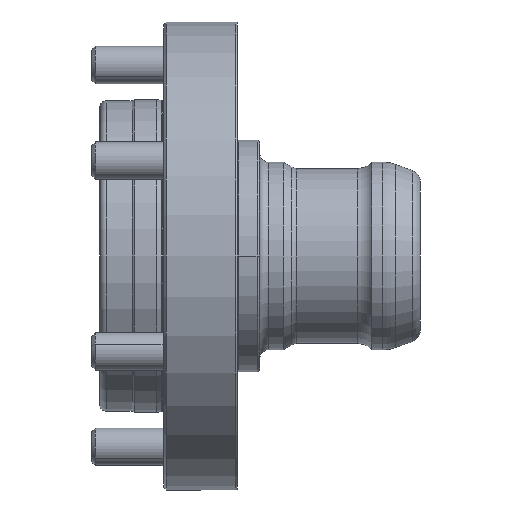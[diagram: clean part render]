
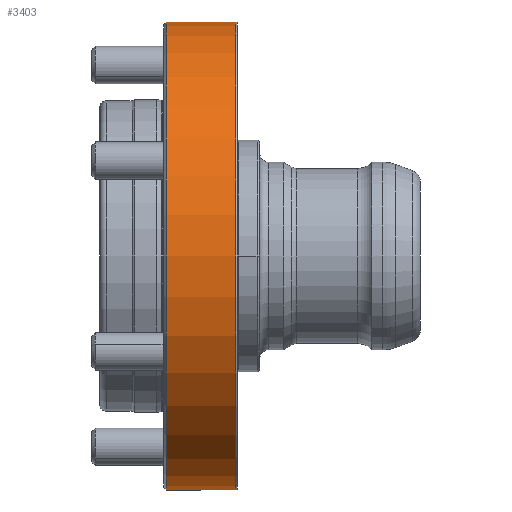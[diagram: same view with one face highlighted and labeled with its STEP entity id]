
A CAD part, left-side view. The second image highlights one B-rep face of the part: STEP entity #3403.
In plain terms, the highlighted cylindrical face has radius 37.4 mm (diameter 74.8 mm), a partial arc.
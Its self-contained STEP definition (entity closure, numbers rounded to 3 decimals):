
#485 = CARTESIAN_POINT ( 'NONE',  ( 0., 0.3, 0. ) ) ;
#964 = AXIS2_PLACEMENT_3D ( 'NONE', #485, #10028, #2438 ) ;
#2438 = DIRECTION ( 'NONE',  ( 0., 0., 1. ) ) ;
#2675 = DIRECTION ( 'NONE',  ( 0., 0., 1. ) ) ;
#2850 = ORIENTED_EDGE ( 'NONE', *, *, #13689, .T. ) ;
#2965 = CARTESIAN_POINT ( 'NONE',  ( 0., 32.038, -37.4 ) ) ;
#3403 = ADVANCED_FACE ( 'NONE', ( #10500 ), #5043, .T. ) ;
#3496 = CARTESIAN_POINT ( 'NONE',  ( 0., 0.3, 37.4 ) ) ;
#3943 = CARTESIAN_POINT ( 'NONE',  ( 0., 11.4, 0. ) ) ;
#4022 = CARTESIAN_POINT ( 'NONE',  ( 0., 32.038, 0. ) ) ;
#4084 = DIRECTION ( 'NONE',  ( 0., 1., 0. ) ) ;
#4708 = LINE ( 'NONE', #5423, #12865 ) ;
#4888 = DIRECTION ( 'NONE',  ( 0., 1., 0. ) ) ;
#5043 = CYLINDRICAL_SURFACE ( 'NONE', #7559, 37.4 ) ;
#5362 = ORIENTED_EDGE ( 'NONE', *, *, #8195, .F. ) ;
#5423 = CARTESIAN_POINT ( 'NONE',  ( 0., 32.038, 37.4 ) ) ;
#5425 = VERTEX_POINT ( 'NONE', #12249 ) ;
#6405 = ORIENTED_EDGE ( 'NONE', *, *, #8117, .T. ) ;
#6710 = VERTEX_POINT ( 'NONE', #3496 ) ;
#7559 = AXIS2_PLACEMENT_3D ( 'NONE', #4022, #12529, #13687 ) ;
#7790 = CIRCLE ( 'NONE', #8559, 37.4 ) ;
#8117 = EDGE_CURVE ( 'NONE', #8440, #6710, #10973, .T. ) ;
#8195 = EDGE_CURVE ( 'NONE', #5425, #12955, #7790, .T. ) ;
#8362 = EDGE_LOOP ( 'NONE', ( #11258, #6405, #2850, #5362 ) ) ;
#8440 = VERTEX_POINT ( 'NONE', #12493 ) ;
#8559 = AXIS2_PLACEMENT_3D ( 'NONE', #3943, #4888, #2675 ) ;
#9060 = CARTESIAN_POINT ( 'NONE',  ( 0., 11.4, 37.4 ) ) ;
#10028 = DIRECTION ( 'NONE',  ( 0., 1., 0. ) ) ;
#10151 = LINE ( 'NONE', #2965, #13535 ) ;
#10500 = FACE_OUTER_BOUND ( 'NONE', #8362, .T. ) ;
#10851 = DIRECTION ( 'NONE',  ( 0., 1., 0. ) ) ;
#10973 = CIRCLE ( 'NONE', #964, 37.4 ) ;
#11258 = ORIENTED_EDGE ( 'NONE', *, *, #12038, .F. ) ;
#12038 = EDGE_CURVE ( 'NONE', #8440, #5425, #10151, .T. ) ;
#12249 = CARTESIAN_POINT ( 'NONE',  ( 0., 11.4, -37.4 ) ) ;
#12493 = CARTESIAN_POINT ( 'NONE',  ( 0., 0.3, -37.4 ) ) ;
#12529 = DIRECTION ( 'NONE',  ( 0., 1., 0. ) ) ;
#12865 = VECTOR ( 'NONE', #10851, 1000. ) ;
#12955 = VERTEX_POINT ( 'NONE', #9060 ) ;
#13535 = VECTOR ( 'NONE', #4084, 1000. ) ;
#13687 = DIRECTION ( 'NONE',  ( 0., 0., 1. ) ) ;
#13689 = EDGE_CURVE ( 'NONE', #6710, #12955, #4708, .T. ) ;
